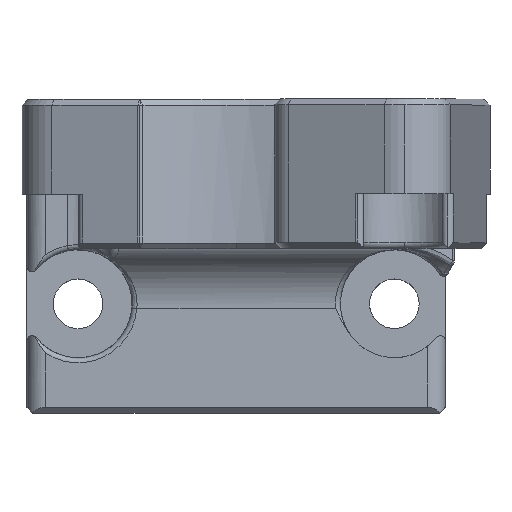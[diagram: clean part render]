
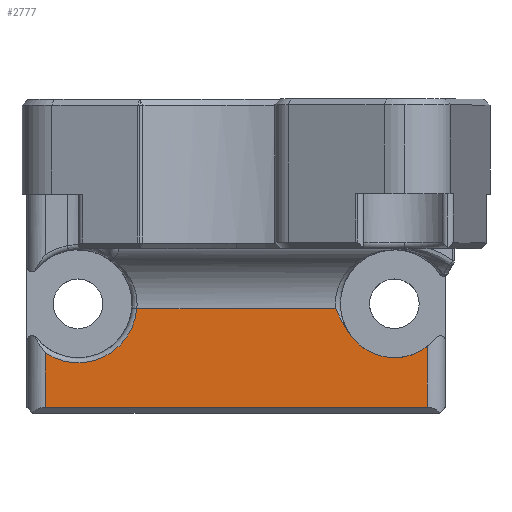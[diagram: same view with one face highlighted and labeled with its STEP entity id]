
A CAD part, top view. The second image highlights one B-rep face of the part: STEP entity #2777.
In plain terms, the highlighted face is planar.
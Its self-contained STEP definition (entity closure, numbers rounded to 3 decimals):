
#15 = ORIENTED_EDGE ( 'NONE', *, *, #3203, .T. ) ;
#209 = CARTESIAN_POINT ( 'NONE',  ( -10.85, 0., 14. ) ) ;
#212 = LINE ( 'NONE', #2628, #3281 ) ;
#263 = AXIS2_PLACEMENT_3D ( 'NONE', #209, #4637, #2625 ) ;
#312 = EDGE_CURVE ( 'NONE', #1179, #1803, #1942, .T. ) ;
#414 = VECTOR ( 'NONE', #3565, 1000. ) ;
#471 = VERTEX_POINT ( 'NONE', #645 ) ;
#609 = DIRECTION ( 'NONE',  ( 1., 0., 0. ) ) ;
#645 = CARTESIAN_POINT ( 'NONE',  ( 7.664, 0., 15.881 ) ) ;
#713 = CARTESIAN_POINT ( 'NONE',  ( 0., 0., 6.5 ) ) ;
#738 = AXIS2_PLACEMENT_3D ( 'NONE', #1735, #1793, #4073 ) ;
#746 = ORIENTED_EDGE ( 'NONE', *, *, #312, .T. ) ;
#876 = EDGE_CURVE ( 'NONE', #2196, #471, #2563, .T. ) ;
#965 = CARTESIAN_POINT ( 'NONE',  ( 13.1, 0., 6.5 ) ) ;
#994 = CARTESIAN_POINT ( 'NONE',  ( 7.056, 0., 14.871 ) ) ;
#1022 = FACE_OUTER_BOUND ( 'NONE', #3107, .T. ) ;
#1033 = ORIENTED_EDGE ( 'NONE', *, *, #1324, .T. ) ;
#1089 = DIRECTION ( 'NONE',  ( -1., 0., 0. ) ) ;
#1179 = VERTEX_POINT ( 'NONE', #4714 ) ;
#1324 = EDGE_CURVE ( 'NONE', #1803, #4503, #2260, .T. ) ;
#1395 = CARTESIAN_POINT ( 'NONE',  ( 7.352, 0., 15.38 ) ) ;
#1447 = B_SPLINE_CURVE_WITH_KNOTS ( 'NONE', 3,
 ( #2588, #2994, #1395, #994, #4255, #1845 ),
 .UNSPECIFIED., .F., .F.,
 ( 4, 2, 4 ),
 ( 0., 0.001, 0.002 ),
 .UNSPECIFIED. ) ;
#1450 = CARTESIAN_POINT ( 'NONE',  ( 6.814, 0., 14.333 ) ) ;
#1451 = EDGE_CURVE ( 'NONE', #4503, #2196, #5022, .T. ) ;
#1519 = CARTESIAN_POINT ( 'NONE',  ( -6.814, 0., 14.333 ) ) ;
#1555 = CARTESIAN_POINT ( 'NONE',  ( -13.1, 0., 6.5 ) ) ;
#1735 = CARTESIAN_POINT ( 'NONE',  ( 10.85, 0., 14. ) ) ;
#1793 = DIRECTION ( 'NONE',  ( 0., -1., 0. ) ) ;
#1803 = VERTEX_POINT ( 'NONE', #2642 ) ;
#1845 = CARTESIAN_POINT ( 'NONE',  ( 6.814, 0., 14.333 ) ) ;
#1857 = VERTEX_POINT ( 'NONE', #1450 ) ;
#1942 = LINE ( 'NONE', #1555, #4595 ) ;
#2196 = VERTEX_POINT ( 'NONE', #4019 ) ;
#2260 = LINE ( 'NONE', #2332, #414 ) ;
#2332 = CARTESIAN_POINT ( 'NONE',  ( 0., 0., 21.1 ) ) ;
#2354 = DIRECTION ( 'NONE',  ( 0., 0., 1. ) ) ;
#2510 = CIRCLE ( 'NONE', #263, 4.05 ) ;
#2563 = CIRCLE ( 'NONE', #738, 3.7 ) ;
#2588 = CARTESIAN_POINT ( 'NONE',  ( 7.664, 0., 15.881 ) ) ;
#2625 = DIRECTION ( 'NONE',  ( -1., 0., 0. ) ) ;
#2628 = CARTESIAN_POINT ( 'NONE',  ( -14.695, 0., 14.333 ) ) ;
#2642 = CARTESIAN_POINT ( 'NONE',  ( -13.1, 0., 21.1 ) ) ;
#2777 = ADVANCED_FACE ( 'NONE', ( #1022 ), #5058, .T. ) ;
#2820 = CARTESIAN_POINT ( 'NONE',  ( 13.1, 0., 21.1 ) ) ;
#2911 = EDGE_CURVE ( 'NONE', #4382, #1857, #212, .T. ) ;
#2912 = ORIENTED_EDGE ( 'NONE', *, *, #876, .T. ) ;
#2981 = DIRECTION ( 'NONE',  ( 0., 0., -1. ) ) ;
#2994 = CARTESIAN_POINT ( 'NONE',  ( 7.514, 0., 15.627 ) ) ;
#3107 = EDGE_LOOP ( 'NONE', ( #1033, #5141, #2912, #4232, #3591, #15, #746 ) ) ;
#3203 = EDGE_CURVE ( 'NONE', #4382, #1179, #2510, .T. ) ;
#3281 = VECTOR ( 'NONE', #609, 1000. ) ;
#3376 = AXIS2_PLACEMENT_3D ( 'NONE', #713, #4275, #1089 ) ;
#3565 = DIRECTION ( 'NONE',  ( 1., 0., 0. ) ) ;
#3591 = ORIENTED_EDGE ( 'NONE', *, *, #2911, .F. ) ;
#3959 = EDGE_CURVE ( 'NONE', #471, #1857, #1447, .T. ) ;
#4019 = CARTESIAN_POINT ( 'NONE',  ( 13.1, 0., 16.937 ) ) ;
#4073 = DIRECTION ( 'NONE',  ( -1., 0., 0. ) ) ;
#4232 = ORIENTED_EDGE ( 'NONE', *, *, #3959, .T. ) ;
#4255 = CARTESIAN_POINT ( 'NONE',  ( 6.92, 0., 14.608 ) ) ;
#4275 = DIRECTION ( 'NONE',  ( 0., 1., 0. ) ) ;
#4382 = VERTEX_POINT ( 'NONE', #1519 ) ;
#4503 = VERTEX_POINT ( 'NONE', #2820 ) ;
#4590 = VECTOR ( 'NONE', #2981, 1000. ) ;
#4595 = VECTOR ( 'NONE', #2354, 1000. ) ;
#4637 = DIRECTION ( 'NONE',  ( 0., -1., 0. ) ) ;
#4714 = CARTESIAN_POINT ( 'NONE',  ( -13.1, 0., 17.367 ) ) ;
#5022 = LINE ( 'NONE', #965, #4590 ) ;
#5058 = PLANE ( 'NONE',  #3376 ) ;
#5141 = ORIENTED_EDGE ( 'NONE', *, *, #1451, .T. ) ;
